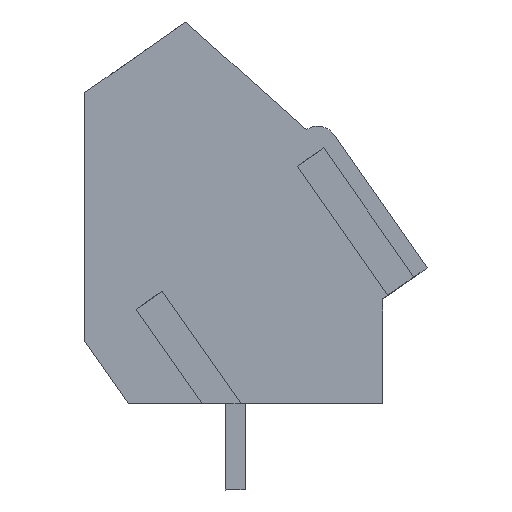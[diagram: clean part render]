
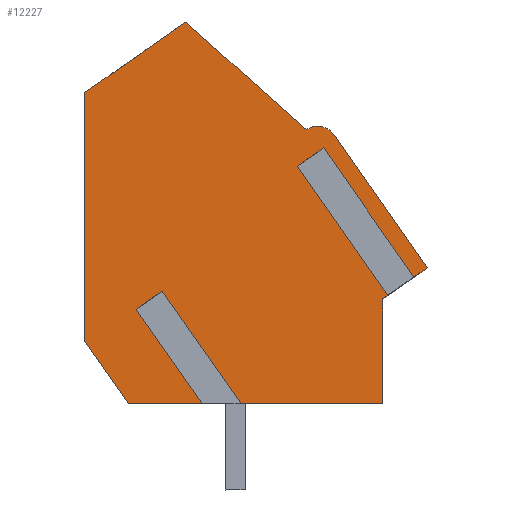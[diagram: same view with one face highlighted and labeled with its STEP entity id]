
A CAD part, left-side view. The second image highlights one B-rep face of the part: STEP entity #12227.
In plain terms, the highlighted planar face has unit normal (-1, 0, 0).
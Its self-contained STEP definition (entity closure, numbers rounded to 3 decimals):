
#11993=AXIS2_PLACEMENT_3D('Circle Axis2P3D',#11991,#11992,$) ;
#12163=AXIS2_PLACEMENT_3D('Plane Axis2P3D',#12160,#12161,#12162) ;
#11125=CARTESIAN_POINT('Vertex',(0.55,0.,9.018)) ;
#11128=CARTESIAN_POINT('Line Origine',(0.55,0.397,8.74)) ;
#11132=CARTESIAN_POINT('Vertex',(0.55,0.794,8.462)) ;
#11153=CARTESIAN_POINT('Vertex',(0.55,1.336,8.083)) ;
#11156=CARTESIAN_POINT('Line Origine',(0.55,1.568,7.92)) ;
#11160=CARTESIAN_POINT('Vertex',(0.55,1.8,7.758)) ;
#11604=CARTESIAN_POINT('Vertex',(0.55,1.8,3.5)) ;
#11607=CARTESIAN_POINT('Line Origine',(0.55,4.87,3.5)) ;
#11611=CARTESIAN_POINT('Vertex',(0.55,7.94,3.5)) ;
#11632=CARTESIAN_POINT('Vertex',(0.55,8.747,3.5)) ;
#11635=CARTESIAN_POINT('Line Origine',(0.55,10.438,3.5)) ;
#11639=CARTESIAN_POINT('Vertex',(0.55,12.128,3.5)) ;
#11791=CARTESIAN_POINT('Line Origine',(0.55,13.014,4.765)) ;
#11795=CARTESIAN_POINT('Vertex',(0.55,13.9,6.03)) ;
#11815=CARTESIAN_POINT('Line Origine',(0.55,13.9,11.081)) ;
#11819=CARTESIAN_POINT('Vertex',(0.55,13.9,16.132)) ;
#11907=CARTESIAN_POINT('Line Origine',(0.55,11.852,17.566)) ;
#11911=CARTESIAN_POINT('Vertex',(0.55,9.804,19.)) ;
#11967=CARTESIAN_POINT('Line Origine',(0.55,7.352,16.811)) ;
#11971=CARTESIAN_POINT('Vertex',(0.55,4.9,14.621)) ;
#11991=CARTESIAN_POINT('Axis2P3D Location',(0.55,4.441,13.966)) ;
#11995=CARTESIAN_POINT('Vertex',(0.55,3.786,14.425)) ;
#12015=CARTESIAN_POINT('Line Origine',(0.55,1.893,11.722)) ;
#12160=CARTESIAN_POINT('Axis2P3D Location',(0.55,13.9,0.)) ;
#12165=CARTESIAN_POINT('Line Origine',(0.55,1.8,5.629)) ;
#12170=CARTESIAN_POINT('Line Origine',(0.55,3.171,10.704)) ;
#12174=CARTESIAN_POINT('Vertex',(0.55,5.007,13.326)) ;
#12177=CARTESIAN_POINT('Line Origine',(0.55,4.736,13.515)) ;
#12181=CARTESIAN_POINT('Vertex',(0.55,4.465,13.705)) ;
#12184=CARTESIAN_POINT('Line Origine',(0.55,2.629,11.084)) ;
#12189=CARTESIAN_POINT('Line Origine',(0.55,10.154,5.508)) ;
#12193=CARTESIAN_POINT('Vertex',(0.55,11.56,7.516)) ;
#12196=CARTESIAN_POINT('Line Origine',(0.55,11.289,7.706)) ;
#12200=CARTESIAN_POINT('Vertex',(0.55,11.018,7.896)) ;
#12203=CARTESIAN_POINT('Line Origine',(0.55,9.479,5.698)) ;
#11129=DIRECTION('Vector Direction',(0.,0.819,-0.574)) ;
#11157=DIRECTION('Vector Direction',(0.,0.819,-0.574)) ;
#11608=DIRECTION('Vector Direction',(0.,1.,0.)) ;
#11636=DIRECTION('Vector Direction',(0.,1.,0.)) ;
#11792=DIRECTION('Vector Direction',(0.,0.574,0.819)) ;
#11816=DIRECTION('Vector Direction',(0.,0.,1.)) ;
#11908=DIRECTION('Vector Direction',(0.,-0.819,0.574)) ;
#11968=DIRECTION('Vector Direction',(0.,-0.746,-0.666)) ;
#11992=DIRECTION('Axis2P3D Direction',(-1.,0.,0.)) ;
#12016=DIRECTION('Vector Direction',(0.,-0.574,-0.819)) ;
#12161=DIRECTION('Axis2P3D Direction',(-1.,0.,0.)) ;
#12162=DIRECTION('Axis2P3D XDirection',(0.,-1.,0.)) ;
#12166=DIRECTION('Vector Direction',(0.,0.,-1.)) ;
#12171=DIRECTION('Vector Direction',(0.,-0.574,-0.819)) ;
#12178=DIRECTION('Vector Direction',(0.,0.819,-0.574)) ;
#12185=DIRECTION('Vector Direction',(0.,-0.574,-0.819)) ;
#12190=DIRECTION('Vector Direction',(0.,-0.574,-0.819)) ;
#12197=DIRECTION('Vector Direction',(0.,-0.819,0.574)) ;
#12204=DIRECTION('Vector Direction',(0.,-0.574,-0.819)) ;
#11130=VECTOR('Line Direction',#11129,1.) ;
#11158=VECTOR('Line Direction',#11157,1.) ;
#11609=VECTOR('Line Direction',#11608,1.) ;
#11637=VECTOR('Line Direction',#11636,1.) ;
#11793=VECTOR('Line Direction',#11792,1.) ;
#11817=VECTOR('Line Direction',#11816,1.) ;
#11909=VECTOR('Line Direction',#11908,1.) ;
#11969=VECTOR('Line Direction',#11968,1.) ;
#12017=VECTOR('Line Direction',#12016,1.) ;
#12167=VECTOR('Line Direction',#12166,1.) ;
#12172=VECTOR('Line Direction',#12171,1.) ;
#12179=VECTOR('Line Direction',#12178,1.) ;
#12186=VECTOR('Line Direction',#12185,1.) ;
#12191=VECTOR('Line Direction',#12190,1.) ;
#12198=VECTOR('Line Direction',#12197,1.) ;
#12205=VECTOR('Line Direction',#12204,1.) ;
#12209=ORIENTED_EDGE('',*,*,#11613,.T.) ;
#12210=ORIENTED_EDGE('',*,*,#12169,.T.) ;
#12211=ORIENTED_EDGE('',*,*,#11162,.T.) ;
#12212=ORIENTED_EDGE('',*,*,#12176,.F.) ;
#12213=ORIENTED_EDGE('',*,*,#12183,.F.) ;
#12214=ORIENTED_EDGE('',*,*,#12188,.T.) ;
#12215=ORIENTED_EDGE('',*,*,#11134,.T.) ;
#12216=ORIENTED_EDGE('',*,*,#12019,.T.) ;
#12217=ORIENTED_EDGE('',*,*,#11997,.T.) ;
#12218=ORIENTED_EDGE('',*,*,#11973,.T.) ;
#12219=ORIENTED_EDGE('',*,*,#11913,.T.) ;
#12220=ORIENTED_EDGE('',*,*,#11821,.T.) ;
#12221=ORIENTED_EDGE('',*,*,#11797,.T.) ;
#12222=ORIENTED_EDGE('',*,*,#11641,.T.) ;
#12223=ORIENTED_EDGE('',*,*,#12195,.F.) ;
#12224=ORIENTED_EDGE('',*,*,#12202,.F.) ;
#12225=ORIENTED_EDGE('',*,*,#12207,.T.) ;
#12227=ADVANCED_FACE('HOUSING',(#12226),#12164,.T.) ;
#11994=CIRCLE('generated circle',#11993,0.8) ;
#11134=EDGE_CURVE('',#11133,#11126,#11131,.F.) ;
#11162=EDGE_CURVE('',#11161,#11154,#11159,.F.) ;
#11613=EDGE_CURVE('',#11612,#11605,#11610,.F.) ;
#11641=EDGE_CURVE('',#11640,#11633,#11638,.F.) ;
#11797=EDGE_CURVE('',#11796,#11640,#11794,.F.) ;
#11821=EDGE_CURVE('',#11820,#11796,#11818,.F.) ;
#11913=EDGE_CURVE('',#11912,#11820,#11910,.F.) ;
#11973=EDGE_CURVE('',#11972,#11912,#11970,.F.) ;
#11997=EDGE_CURVE('',#11996,#11972,#11994,.T.) ;
#12019=EDGE_CURVE('',#11126,#11996,#12018,.F.) ;
#12169=EDGE_CURVE('',#11605,#11161,#12168,.F.) ;
#12176=EDGE_CURVE('',#12175,#11154,#12173,.T.) ;
#12183=EDGE_CURVE('',#12182,#12175,#12180,.T.) ;
#12188=EDGE_CURVE('',#12182,#11133,#12187,.T.) ;
#12195=EDGE_CURVE('',#12194,#11633,#12192,.T.) ;
#12202=EDGE_CURVE('',#12201,#12194,#12199,.F.) ;
#12207=EDGE_CURVE('',#12201,#11612,#12206,.T.) ;
#12208=EDGE_LOOP('',(#12209,#12210,#12211,#12212,#12213,#12214,#12215,#12216,#12217,#12218,#12219,#12220,#12221,#12222,#12223,#12224,#12225)) ;
#12226=FACE_OUTER_BOUND('',#12208,.T.) ;
#11131=LINE('Line',#11128,#11130) ;
#11159=LINE('Line',#11156,#11158) ;
#11610=LINE('Line',#11607,#11609) ;
#11638=LINE('Line',#11635,#11637) ;
#11794=LINE('Line',#11791,#11793) ;
#11818=LINE('Line',#11815,#11817) ;
#11910=LINE('Line',#11907,#11909) ;
#11970=LINE('Line',#11967,#11969) ;
#12018=LINE('Line',#12015,#12017) ;
#12168=LINE('Line',#12165,#12167) ;
#12173=LINE('Line',#12170,#12172) ;
#12180=LINE('Line',#12177,#12179) ;
#12187=LINE('Line',#12184,#12186) ;
#12192=LINE('Line',#12189,#12191) ;
#12199=LINE('Line',#12196,#12198) ;
#12206=LINE('Line',#12203,#12205) ;
#12164=PLANE('',#12163) ;
#11126=VERTEX_POINT('',#11125) ;
#11133=VERTEX_POINT('',#11132) ;
#11154=VERTEX_POINT('',#11153) ;
#11161=VERTEX_POINT('',#11160) ;
#11605=VERTEX_POINT('',#11604) ;
#11612=VERTEX_POINT('',#11611) ;
#11633=VERTEX_POINT('',#11632) ;
#11640=VERTEX_POINT('',#11639) ;
#11796=VERTEX_POINT('',#11795) ;
#11820=VERTEX_POINT('',#11819) ;
#11912=VERTEX_POINT('',#11911) ;
#11972=VERTEX_POINT('',#11971) ;
#11996=VERTEX_POINT('',#11995) ;
#12175=VERTEX_POINT('',#12174) ;
#12182=VERTEX_POINT('',#12181) ;
#12194=VERTEX_POINT('',#12193) ;
#12201=VERTEX_POINT('',#12200) ;
